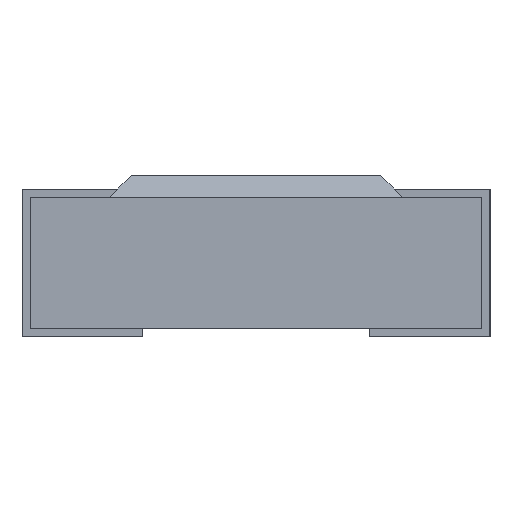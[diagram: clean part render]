
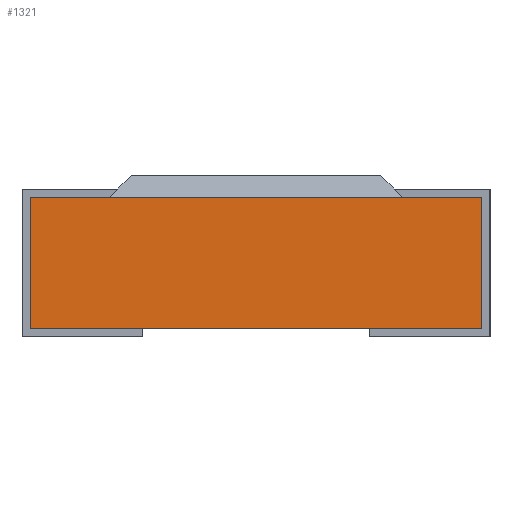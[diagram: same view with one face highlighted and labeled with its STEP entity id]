
A CAD part, left-side view. The second image highlights one B-rep face of the part: STEP entity #1321.
In plain terms, the highlighted planar face has unit normal (-1, 0, 0).
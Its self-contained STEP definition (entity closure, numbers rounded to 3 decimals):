
#1321=ADVANCED_FACE('',(#2369),#2371,.T.);
#2369=FACE_BOUND('',#2370,.T.);
#2370=EDGE_LOOP('',(#3151,#3152,#3153,#3154));
#2371=PLANE('',#2372);
#2372=AXIS2_PLACEMENT_3D('',#2373,#2374,#2375);
#2373=CARTESIAN_POINT('',(-0.475,0.005,0.03));
#2374=DIRECTION('',(-1.,0.,0.));
#2375=DIRECTION('',(0.,0.,1.));
#3151=ORIENTED_EDGE('',*,*,#3568,.T.);
#3152=ORIENTED_EDGE('',*,*,#3547,.T.);
#3153=ORIENTED_EDGE('',*,*,#3569,.F.);
#3154=ORIENTED_EDGE('',*,*,#3515,.F.);
#3515=EDGE_CURVE('',#4102,#4104,#4105,.T.);
#3547=EDGE_CURVE('',#4168,#4166,#4169,.T.);
#3568=EDGE_CURVE('',#4102,#4168,#4192,.T.);
#3569=EDGE_CURVE('',#4104,#4166,#4193,.T.);
#4102=VERTEX_POINT('',#5414);
#4104=VERTEX_POINT('',#5418);
#4105=LINE('',#5419,#5420);
#4166=VERTEX_POINT('',#5555);
#4168=VERTEX_POINT('',#5559);
#4169=LINE('',#5560,#5561);
#4192=LINE('',#5626,#5627);
#4193=LINE('',#5629,#5630);
#5414=CARTESIAN_POINT('',(-0.475,0.005,0.03));
#5418=CARTESIAN_POINT('',(-0.475,1.695,0.03));
#5419=CARTESIAN_POINT('',(-0.475,0.005,0.03));
#5420=VECTOR('',#5421,1.);
#5421=DIRECTION('',(0.,1.,0.));
#5555=CARTESIAN_POINT('',(-0.475,1.695,0.52));
#5559=CARTESIAN_POINT('',(-0.475,0.005,0.52));
#5560=CARTESIAN_POINT('',(-0.475,0.005,0.52));
#5561=VECTOR('',#5562,1.);
#5562=DIRECTION('',(0.,1.,0.));
#5626=CARTESIAN_POINT('',(-0.475,0.005,0.03));
#5627=VECTOR('',#5628,1.);
#5628=DIRECTION('',(0.,0.,1.));
#5629=CARTESIAN_POINT('',(-0.475,1.695,0.03));
#5630=VECTOR('',#5631,1.);
#5631=DIRECTION('',(0.,0.,1.));
